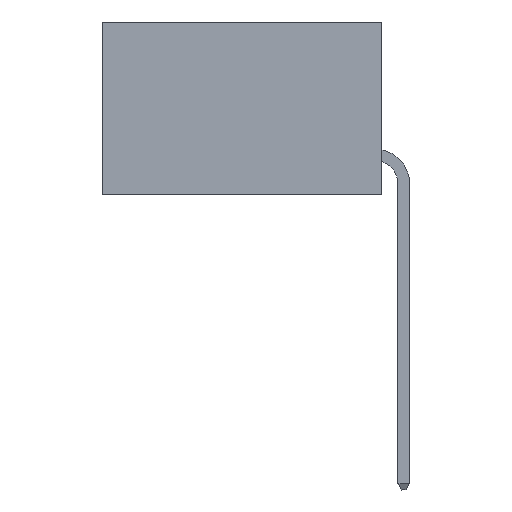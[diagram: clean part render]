
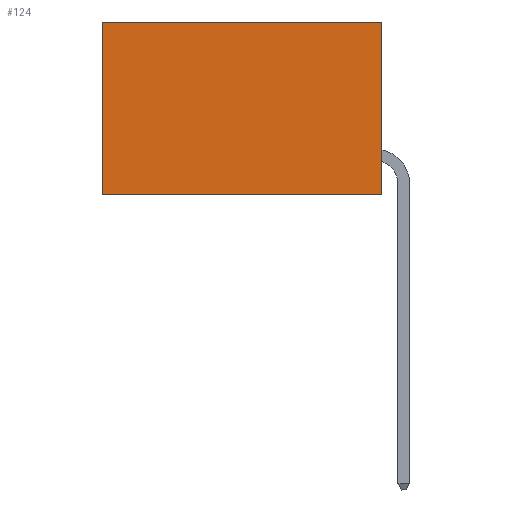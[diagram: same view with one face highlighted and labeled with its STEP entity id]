
A CAD part, left-side view. The second image highlights one B-rep face of the part: STEP entity #124.
In plain terms, the highlighted planar face has unit normal (-1, 0, 0).
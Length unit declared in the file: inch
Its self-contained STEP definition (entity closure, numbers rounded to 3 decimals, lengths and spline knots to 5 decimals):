
#124 = ADVANCED_FACE ( 'NONE', ( #14536 ), #2988, .F. ) ;
#1766 = VECTOR ( 'NONE', #7285, 39.37008 ) ;
#2067 = CARTESIAN_POINT ( 'NONE',  ( 0.2875, 0., 0. ) ) ;
#2300 = EDGE_CURVE ( 'NONE', #12556, #9225, #6934, .T. ) ;
#2493 = CARTESIAN_POINT ( 'NONE',  ( 0.2875, 0.6, -0.37 ) ) ;
#2763 = VERTEX_POINT ( 'NONE', #10894 ) ;
#2988 = PLANE ( 'NONE',  #6964 ) ;
#3194 = ORIENTED_EDGE ( 'NONE', *, *, #2300, .T. ) ;
#3426 = EDGE_LOOP ( 'NONE', ( #13345, #14386, #15709, #3194 ) ) ;
#3643 = DIRECTION ( 'NONE',  ( 0., 1., 0. ) ) ;
#4357 = VERTEX_POINT ( 'NONE', #2493 ) ;
#5288 = LINE ( 'NONE', #11061, #14594 ) ;
#5568 = LINE ( 'NONE', #10903, #1766 ) ;
#6898 = DIRECTION ( 'NONE',  ( 0., 0., -1. ) ) ;
#6934 = LINE ( 'NONE', #2067, #12572 ) ;
#6964 = AXIS2_PLACEMENT_3D ( 'NONE', #11623, #15214, #8076 ) ;
#7285 = DIRECTION ( 'NONE',  ( 0., 0., -1. ) ) ;
#8076 = DIRECTION ( 'NONE',  ( 0., 0., -1. ) ) ;
#8306 = EDGE_CURVE ( 'NONE', #9225, #4357, #5568, .T. ) ;
#9225 = VERTEX_POINT ( 'NONE', #14250 ) ;
#10484 = CARTESIAN_POINT ( 'NONE',  ( 0.2875, 0., 0. ) ) ;
#10894 = CARTESIAN_POINT ( 'NONE',  ( 0.2875, 0., -0.37 ) ) ;
#10903 = CARTESIAN_POINT ( 'NONE',  ( 0.2875, 0.6, 0. ) ) ;
#11056 = VECTOR ( 'NONE', #6898, 39.37008 ) ;
#11061 = CARTESIAN_POINT ( 'NONE',  ( 0.2875, 0., -0.37 ) ) ;
#11277 = DIRECTION ( 'NONE',  ( 0., 1., 0. ) ) ;
#11510 = EDGE_CURVE ( 'NONE', #12556, #2763, #14629, .T. ) ;
#11623 = CARTESIAN_POINT ( 'NONE',  ( 0.2875, 0., 0. ) ) ;
#12552 = CARTESIAN_POINT ( 'NONE',  ( 0.2875, 0., 0. ) ) ;
#12556 = VERTEX_POINT ( 'NONE', #12552 ) ;
#12572 = VECTOR ( 'NONE', #11277, 39.37008 ) ;
#13345 = ORIENTED_EDGE ( 'NONE', *, *, #8306, .T. ) ;
#14250 = CARTESIAN_POINT ( 'NONE',  ( 0.2875, 0.6, 0. ) ) ;
#14386 = ORIENTED_EDGE ( 'NONE', *, *, #15325, .F. ) ;
#14536 = FACE_OUTER_BOUND ( 'NONE', #3426, .T. ) ;
#14594 = VECTOR ( 'NONE', #3643, 39.37008 ) ;
#14629 = LINE ( 'NONE', #10484, #11056 ) ;
#15214 = DIRECTION ( 'NONE',  ( 1., 0., 0. ) ) ;
#15325 = EDGE_CURVE ( 'NONE', #2763, #4357, #5288, .T. ) ;
#15709 = ORIENTED_EDGE ( 'NONE', *, *, #11510, .F. ) ;
